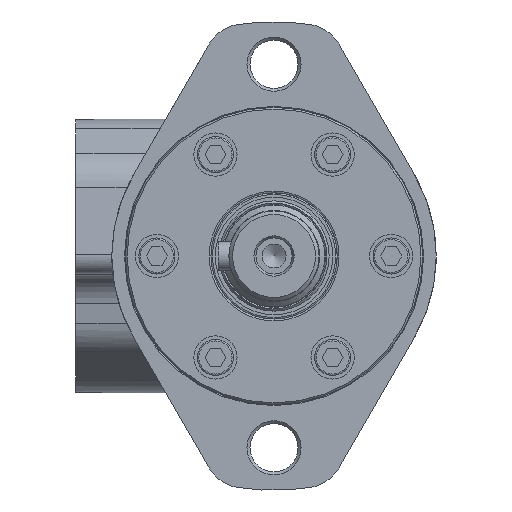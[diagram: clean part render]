
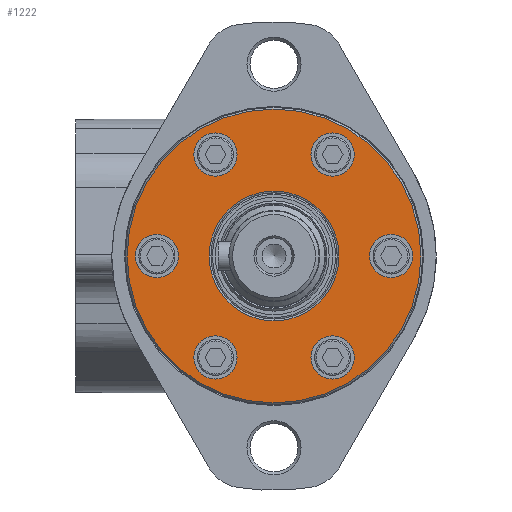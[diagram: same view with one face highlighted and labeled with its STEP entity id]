
A CAD part, left-side view. The second image highlights one B-rep face of the part: STEP entity #1222.
In plain terms, the highlighted planar face has unit normal (-1, 0, 0).
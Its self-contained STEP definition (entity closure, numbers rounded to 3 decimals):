
#1222 = ADVANCED_FACE( '', ( #2531, #2532, #2533, #2534, #2535, #2536, #2537, #2538 ), #2539, .F. );
#2531 = FACE_OUTER_BOUND( '', #3854, .T. );
#2532 = FACE_BOUND( '', #3855, .T. );
#2533 = FACE_BOUND( '', #3856, .T. );
#2534 = FACE_BOUND( '', #3857, .T. );
#2535 = FACE_BOUND( '', #3858, .T. );
#2536 = FACE_BOUND( '', #3859, .T. );
#2537 = FACE_BOUND( '', #3860, .T. );
#2538 = FACE_BOUND( '', #3861, .T. );
#2539 = PLANE( '', #3862 );
#3854 = EDGE_LOOP( '', ( #6748 ) );
#3855 = EDGE_LOOP( '', ( #6749 ) );
#3856 = EDGE_LOOP( '', ( #6750 ) );
#3857 = EDGE_LOOP( '', ( #6751 ) );
#3858 = EDGE_LOOP( '', ( #6752 ) );
#3859 = EDGE_LOOP( '', ( #6753 ) );
#3860 = EDGE_LOOP( '', ( #6754 ) );
#3861 = EDGE_LOOP( '', ( #6755 ) );
#3862 = AXIS2_PLACEMENT_3D( '', #6756, #6757, #6758 );
#6748 = ORIENTED_EDGE( '', *, *, #8119, .F. );
#6749 = ORIENTED_EDGE( '', *, *, #8132, .F. );
#6750 = ORIENTED_EDGE( '', *, *, #8125, .T. );
#6751 = ORIENTED_EDGE( '', *, *, #7334, .T. );
#6752 = ORIENTED_EDGE( '', *, *, #8159, .T. );
#6753 = ORIENTED_EDGE( '', *, *, #8026, .T. );
#6754 = ORIENTED_EDGE( '', *, *, #7212, .T. );
#6755 = ORIENTED_EDGE( '', *, *, #8066, .T. );
#6756 = CARTESIAN_POINT( '', ( 0., 0., 0. ) );
#6757 = DIRECTION( '', ( 1., 0., 0. ) );
#6758 = DIRECTION( '', ( 0., 0., -1. ) );
#7212 = EDGE_CURVE( '', #8476, #8476, #8477, .T. );
#7334 = EDGE_CURVE( '', #8677, #8677, #8678, .T. );
#8026 = EDGE_CURVE( '', #9670, #9670, #9671, .T. );
#8066 = EDGE_CURVE( '', #9714, #9714, #9715, .T. );
#8119 = EDGE_CURVE( '', #9772, #9772, #9773, .T. );
#8125 = EDGE_CURVE( '', #9779, #9779, #9780, .T. );
#8132 = EDGE_CURVE( '', #9787, #9787, #9788, .F. );
#8159 = EDGE_CURVE( '', #9816, #9816, #9817, .T. );
#8476 = VERTEX_POINT( '', #10346 );
#8477 = CIRCLE( '', #10347, 6. );
#8677 = VERTEX_POINT( '', #10745 );
#8678 = CIRCLE( '', #10746, 6. );
#9670 = VERTEX_POINT( '', #12746 );
#9671 = CIRCLE( '', #12747, 6. );
#9714 = VERTEX_POINT( '', #12811 );
#9715 = CIRCLE( '', #12812, 18. );
#9772 = VERTEX_POINT( '', #12995 );
#9773 = CIRCLE( '', #12996, 40.75 );
#9779 = VERTEX_POINT( '', #13003 );
#9780 = CIRCLE( '', #13004, 6. );
#9787 = VERTEX_POINT( '', #13012 );
#9788 = CIRCLE( '', #13013, 6. );
#9816 = VERTEX_POINT( '', #13055 );
#9817 = CIRCLE( '', #13056, 6. );
#10346 = CARTESIAN_POINT( '', ( 0., 16.25, 22.146 ) );
#10347 = AXIS2_PLACEMENT_3D( '', #13288, #13289, #13290 );
#10745 = CARTESIAN_POINT( '', ( 0., -16.25, -34.146 ) );
#10746 = AXIS2_PLACEMENT_3D( '', #13446, #13447, #13448 );
#12746 = CARTESIAN_POINT( '', ( 0., -16.25, 22.146 ) );
#12747 = AXIS2_PLACEMENT_3D( '', #14222, #14223, #14224 );
#12811 = CARTESIAN_POINT( '', ( 0., 0., -18. ) );
#12812 = AXIS2_PLACEMENT_3D( '', #14259, #14260, #14261 );
#12995 = CARTESIAN_POINT( '', ( 0., 0., -40.75 ) );
#12996 = AXIS2_PLACEMENT_3D( '', #14286, #14287, #14288 );
#13003 = CARTESIAN_POINT( '', ( 0., 16.25, -34.146 ) );
#13004 = AXIS2_PLACEMENT_3D( '', #14293, #14294, #14295 );
#13012 = CARTESIAN_POINT( '', ( 0., 32.5, -6. ) );
#13013 = AXIS2_PLACEMENT_3D( '', #14297, #14298, #14299 );
#13055 = CARTESIAN_POINT( '', ( 0., -32.5, -6. ) );
#13056 = AXIS2_PLACEMENT_3D( '', #14310, #14311, #14312 );
#13288 = CARTESIAN_POINT( '', ( 0., 16.25, 28.146 ) );
#13289 = DIRECTION( '', ( 1., 0., 0. ) );
#13290 = DIRECTION( '', ( 0., 0., -1. ) );
#13446 = CARTESIAN_POINT( '', ( 0., -16.25, -28.146 ) );
#13447 = DIRECTION( '', ( 1., 0., 0. ) );
#13448 = DIRECTION( '', ( 0., 0., -1. ) );
#14222 = CARTESIAN_POINT( '', ( 0., -16.25, 28.146 ) );
#14223 = DIRECTION( '', ( 1., 0., 0. ) );
#14224 = DIRECTION( '', ( 0., 0., -1. ) );
#14259 = CARTESIAN_POINT( '', ( 0., 0., 0. ) );
#14260 = DIRECTION( '', ( 1., 0., 0. ) );
#14261 = DIRECTION( '', ( 0., 0., -1. ) );
#14286 = CARTESIAN_POINT( '', ( 0., 0., 0. ) );
#14287 = DIRECTION( '', ( 1., 0., 0. ) );
#14288 = DIRECTION( '', ( 0., 0., -1. ) );
#14293 = CARTESIAN_POINT( '', ( 0., 16.25, -28.146 ) );
#14294 = DIRECTION( '', ( 1., 0., 0. ) );
#14295 = DIRECTION( '', ( 0., 0., -1. ) );
#14297 = CARTESIAN_POINT( '', ( 0., 32.5, 0. ) );
#14298 = DIRECTION( '', ( 1., 0., 0. ) );
#14299 = DIRECTION( '', ( 0., 0., -1. ) );
#14310 = CARTESIAN_POINT( '', ( 0., -32.5, 0. ) );
#14311 = DIRECTION( '', ( 1., 0., 0. ) );
#14312 = DIRECTION( '', ( 0., 0., -1. ) );
